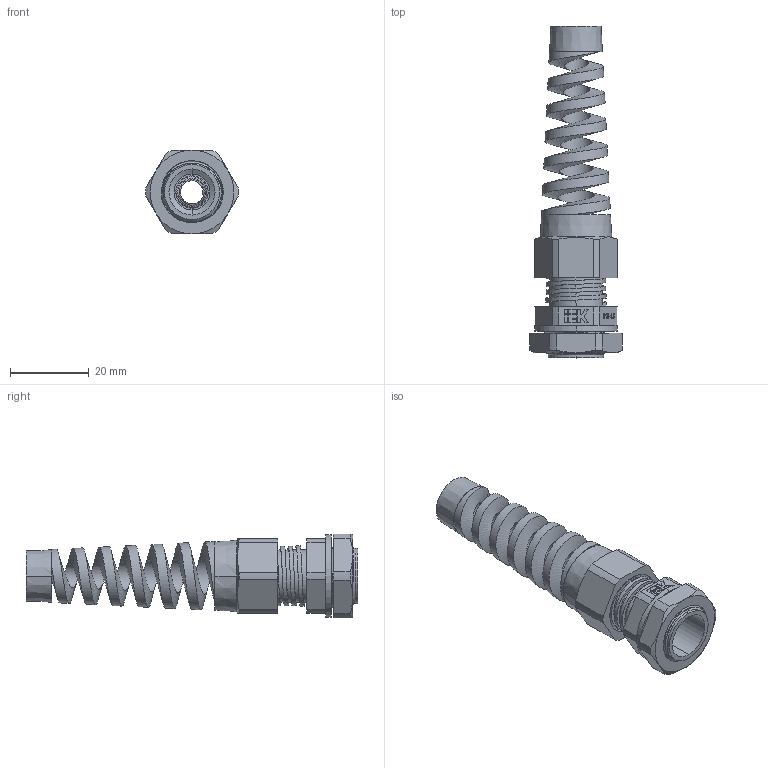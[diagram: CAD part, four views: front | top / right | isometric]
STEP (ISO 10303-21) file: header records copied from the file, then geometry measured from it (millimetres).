
FILE_DESCRIPTION (( 'STEP AP214' ), '1' );
FILE_NAME ('YSA23-06-16-68-K02 Ñàëüíèê MGR 16.STEP', '2023-10-04T10:36:15', ( '' ), ( '' ), 'SwSTEP 2.0', 'SolidWorks 2022', '' );
FILE_SCHEMA (( 'AUTOMOTIVE_DESIGN' ));
Length unit declared in the file: millimetre
Products named in the file (1): YSA23-06-16-68-K02 Сальник MGR 16
Bounding box: 23.49 x 84.36 x 21.3 mm (x, y, z)
Volume: 9147.3 mm3; surface area: 12308.6 mm2
Topology: 7 solids, 7 shells, 430 faces, 1154 edges, 760 vertices
Faces by surface type: plane 224, cylinder 82, bspline 81, cone 24, torus 19
Entity records: 31325 total; most frequent: CARTESIAN_POINT 16464, ORIENTED_EDGE 2308, DIRECTION 1740, EDGE_CURVE 1154, VERTEX_POINT 760, LINE 636, VECTOR 636, AXIS2_PLACEMENT_3D 552
